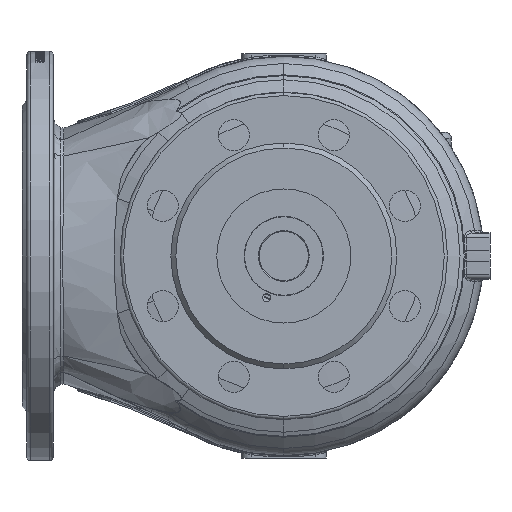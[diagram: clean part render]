
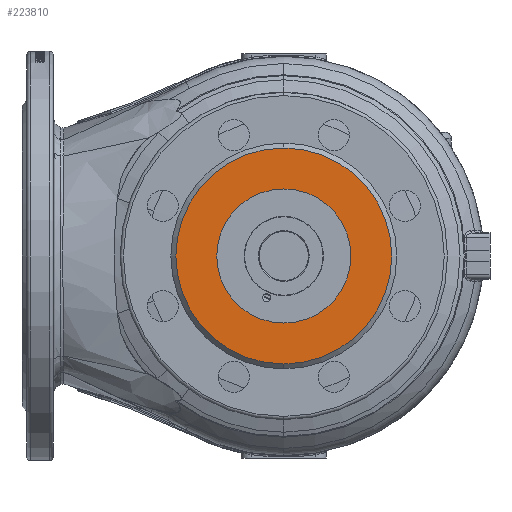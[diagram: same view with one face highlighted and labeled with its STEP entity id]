
A CAD part, front view. The second image highlights one B-rep face of the part: STEP entity #223810.
In plain terms, the highlighted planar face has unit normal (0, -1, 0).
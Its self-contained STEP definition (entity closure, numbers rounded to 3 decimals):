
#6695 = DIRECTION ( 'NONE',  ( 0., 1., 0. ) ) ;
#10191 = EDGE_CURVE ( 'NONE', #54733, #226670, #27484, .T. ) ;
#22581 = AXIS2_PLACEMENT_3D ( 'NONE', #154526, #135280, #152001 ) ;
#27484 = CIRCLE ( 'NONE', #97132, 66. ) ;
#36432 = VERTEX_POINT ( 'NONE', #110696 ) ;
#54733 = VERTEX_POINT ( 'NONE', #96956 ) ;
#56686 = EDGE_CURVE ( 'NONE', #226670, #54733, #171919, .T. ) ;
#57318 = VERTEX_POINT ( 'NONE', #123209 ) ;
#64334 = CARTESIAN_POINT ( 'NONE',  ( 0., -195., 0. ) ) ;
#64388 = CARTESIAN_POINT ( 'NONE',  ( 0., -195., -66. ) ) ;
#66162 = CARTESIAN_POINT ( 'NONE',  ( 0., -195., 0. ) ) ;
#66858 = DIRECTION ( 'NONE',  ( 0., 0., -1. ) ) ;
#87822 = DIRECTION ( 'NONE',  ( 0., 1., 0. ) ) ;
#92923 = DIRECTION ( 'NONE',  ( 0., 1., 0. ) ) ;
#92983 = CIRCLE ( 'NONE', #236069, 41. ) ;
#96956 = CARTESIAN_POINT ( 'NONE',  ( 0., -195., 66. ) ) ;
#97132 = AXIS2_PLACEMENT_3D ( 'NONE', #66162, #87822, #162076 ) ;
#103119 = AXIS2_PLACEMENT_3D ( 'NONE', #64334, #6695, #66858 ) ;
#104864 = ORIENTED_EDGE ( 'NONE', *, *, #56686, .F. ) ;
#109836 = PLANE ( 'NONE',  #22581 ) ;
#110696 = CARTESIAN_POINT ( 'NONE',  ( 0., -195., -41. ) ) ;
#123209 = CARTESIAN_POINT ( 'NONE',  ( 0., -195., 41. ) ) ;
#125737 = EDGE_LOOP ( 'NONE', ( #223032, #171391 ) ) ;
#129357 = EDGE_LOOP ( 'NONE', ( #232704, #104864 ) ) ;
#132527 = DIRECTION ( 'NONE',  ( 0., 0., -1. ) ) ;
#135280 = DIRECTION ( 'NONE',  ( 0., -1., 0. ) ) ;
#141016 = EDGE_CURVE ( 'NONE', #36432, #57318, #164279, .T. ) ;
#145724 = FACE_BOUND ( 'NONE', #125737, .T. ) ;
#147043 = EDGE_CURVE ( 'NONE', #57318, #36432, #92983, .T. ) ;
#152001 = DIRECTION ( 'NONE',  ( 0., 0., -1. ) ) ;
#154526 = CARTESIAN_POINT ( 'NONE',  ( 0., -195., 0. ) ) ;
#155641 = AXIS2_PLACEMENT_3D ( 'NONE', #247863, #92923, #132527 ) ;
#162076 = DIRECTION ( 'NONE',  ( 0., 0., -1. ) ) ;
#164279 = CIRCLE ( 'NONE', #103119, 41. ) ;
#166809 = DIRECTION ( 'NONE',  ( 0., 1., 0. ) ) ;
#171391 = ORIENTED_EDGE ( 'NONE', *, *, #141016, .T. ) ;
#171919 = CIRCLE ( 'NONE', #155641, 66. ) ;
#210216 = CARTESIAN_POINT ( 'NONE',  ( 0., -195., 0. ) ) ;
#223032 = ORIENTED_EDGE ( 'NONE', *, *, #147043, .T. ) ;
#223810 = ADVANCED_FACE ( 'NONE', ( #245583, #145724 ), #109836, .T. ) ;
#226670 = VERTEX_POINT ( 'NONE', #64388 ) ;
#232704 = ORIENTED_EDGE ( 'NONE', *, *, #10191, .F. ) ;
#236069 = AXIS2_PLACEMENT_3D ( 'NONE', #210216, #166809, #244891 ) ;
#244891 = DIRECTION ( 'NONE',  ( 0., 0., -1. ) ) ;
#245583 = FACE_OUTER_BOUND ( 'NONE', #129357, .T. ) ;
#247863 = CARTESIAN_POINT ( 'NONE',  ( 0., -195., 0. ) ) ;
